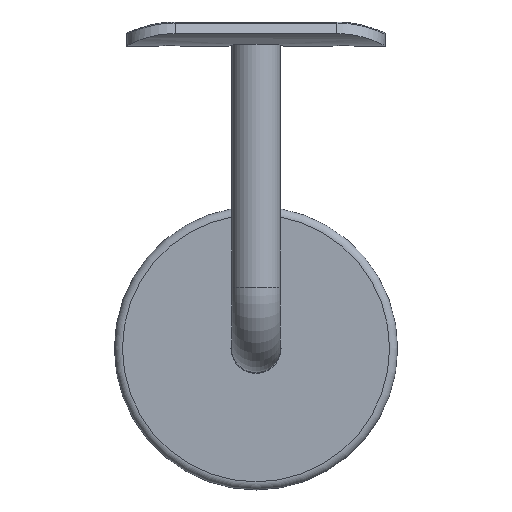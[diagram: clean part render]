
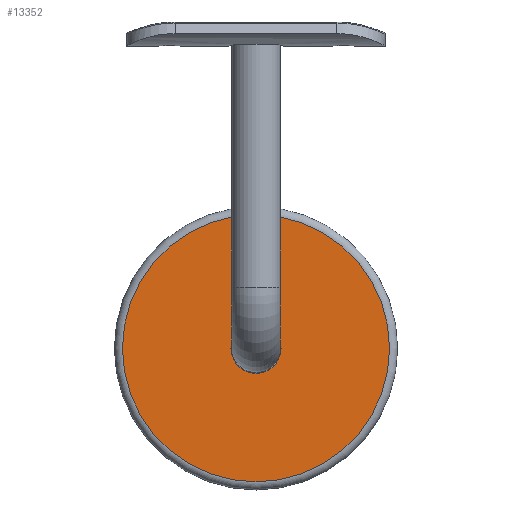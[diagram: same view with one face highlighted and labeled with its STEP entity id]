
A CAD part, top view. The second image highlights one B-rep face of the part: STEP entity #13352.
In plain terms, the highlighted planar face has unit normal (0, 0, 1).
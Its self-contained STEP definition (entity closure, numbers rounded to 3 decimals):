
#40 = ORIENTED_EDGE ( 'NONE', *, *, #19342, .T. ) ;
#1069 = DIRECTION ( 'NONE',  ( 0., 0., -1. ) ) ;
#2418 = ORIENTED_EDGE ( 'NONE', *, *, #19409, .F. ) ;
#3565 = CARTESIAN_POINT ( 'NONE',  ( 0., 33., 12. ) ) ;
#3799 = AXIS2_PLACEMENT_3D ( 'NONE', #16020, #1069, #17483 ) ;
#4899 = CIRCLE ( 'NONE', #18380, 33. ) ;
#5109 = VERTEX_POINT ( 'NONE', #3565 ) ;
#6363 = EDGE_LOOP ( 'NONE', ( #40 ) ) ;
#9348 = CIRCLE ( 'NONE', #19778, 6.2 ) ;
#9512 = FACE_BOUND ( 'NONE', #6363, .T. ) ;
#12141 = DIRECTION ( 'NONE',  ( 0., 1., 0. ) ) ;
#13352 = ADVANCED_FACE ( 'NONE', ( #18385, #9512 ), #14053, .F. ) ;
#14053 = PLANE ( 'NONE',  #3799 ) ;
#16020 = CARTESIAN_POINT ( 'NONE',  ( 0., -6.2, 12. ) ) ;
#17483 = DIRECTION ( 'NONE',  ( 0., 1., 0. ) ) ;
#18380 = AXIS2_PLACEMENT_3D ( 'NONE', #20355, #18758, #12141 ) ;
#18385 = FACE_OUTER_BOUND ( 'NONE', #19545, .T. ) ;
#18758 = DIRECTION ( 'NONE',  ( 0., 0., -1. ) ) ;
#19342 = EDGE_CURVE ( 'NONE', #20528, #20528, #9348, .T. ) ;
#19409 = EDGE_CURVE ( 'NONE', #5109, #5109, #4899, .T. ) ;
#19545 = EDGE_LOOP ( 'NONE', ( #2418 ) ) ;
#19778 = AXIS2_PLACEMENT_3D ( 'NONE', #20059, #19986, #19839 ) ;
#19839 = DIRECTION ( 'NONE',  ( 0., 1., 0. ) ) ;
#19986 = DIRECTION ( 'NONE',  ( 0., 0., -1. ) ) ;
#20059 = CARTESIAN_POINT ( 'NONE',  ( 0., 0., 12. ) ) ;
#20355 = CARTESIAN_POINT ( 'NONE',  ( 0., 0., 12. ) ) ;
#20506 = CARTESIAN_POINT ( 'NONE',  ( 0., 6.2, 12. ) ) ;
#20528 = VERTEX_POINT ( 'NONE', #20506 ) ;
